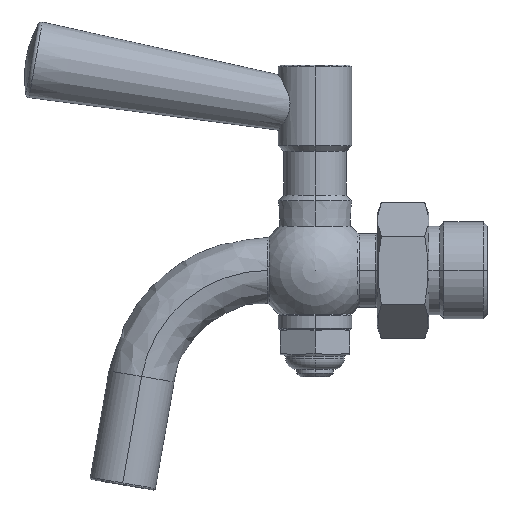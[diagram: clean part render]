
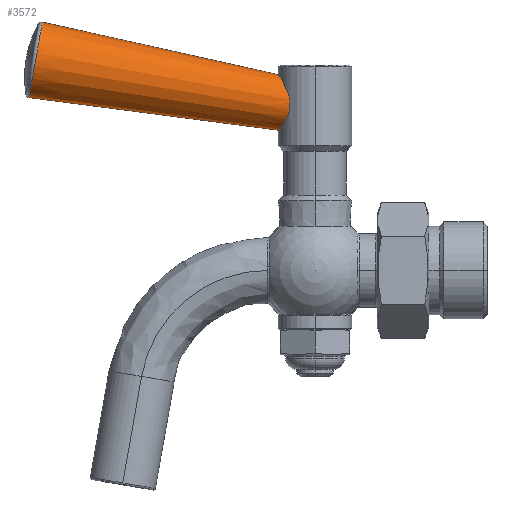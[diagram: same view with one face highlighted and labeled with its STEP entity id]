
A CAD part, top view. The second image highlights one B-rep face of the part: STEP entity #3572.
In plain terms, the highlighted conical face has half-angle 2.566 degrees and reference radius 10.5 mm.
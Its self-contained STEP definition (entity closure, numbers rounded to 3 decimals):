
#51 = ORIENTED_EDGE ( 'NONE', *, *, #2616, .T. ) ;
#219 = CARTESIAN_POINT ( 'NONE',  ( -7.208, 42.903, 6.932 ) ) ;
#238 = CARTESIAN_POINT ( 'NONE',  ( -9.634, 52.804, 2.692 ) ) ;
#296 = CARTESIAN_POINT ( 'NONE',  ( -6.845, 45.883, 7.291 ) ) ;
#309 = EDGE_LOOP ( 'NONE', ( #2468, #51, #5407, #2018 ) ) ;
#634 = DIRECTION ( 'NONE',  ( 0.985, -0.174, 0. ) ) ;
#668 = CARTESIAN_POINT ( 'NONE',  ( -10., 38.253, 0.513 ) ) ;
#683 = CARTESIAN_POINT ( 'NONE',  ( -6.82, 45.376, 7.314 ) ) ;
#701 = CARTESIAN_POINT ( 'NONE',  ( -9.952, 53.317, 1.014 ) ) ;
#713 = CARTESIAN_POINT ( 'NONE',  ( -7.302, 48.076, 6.837 ) ) ;
#733 = CARTESIAN_POINT ( 'NONE',  ( -8.934, 51.618, 4.511 ) ) ;
#814 = CARTESIAN_POINT ( 'NONE',  ( -10., 38.253, 0. ) ) ;
#1087 = DIRECTION ( 'NONE',  ( 0.174, 0.985, 0. ) ) ;
#1153 = VERTEX_POINT ( 'NONE', #3973 ) ;
#1159 = CARTESIAN_POINT ( 'NONE',  ( -8.182, 50.2, 5.757 ) ) ;
#1174 = CARTESIAN_POINT ( 'NONE',  ( -9.923, 53.271, 1.266 ) ) ;
#1193 = CARTESIAN_POINT ( 'NONE',  ( -9.802, 53.077, 1.995 ) ) ;
#1216 = AXIS2_PLACEMENT_3D ( 'NONE', #3415, #634, #1087 ) ;
#1586 = CARTESIAN_POINT ( 'NONE',  ( -6.848, 44.607, 7.287 ) ) ;
#1644 = CARTESIAN_POINT ( 'NONE',  ( -10., 53.394, 0.253 ) ) ;
#1663 = CARTESIAN_POINT ( 'NONE',  ( -9.99, 53.378, 0.507 ) ) ;
#1728 = VECTOR ( 'NONE', #2452, 1000. ) ;
#2018 = ORIENTED_EDGE ( 'NONE', *, *, #2026, .F. ) ;
#2026 = EDGE_CURVE ( 'NONE', #3645, #3715, #5716, .T. ) ;
#2049 = CARTESIAN_POINT ( 'NONE',  ( -8.054, 41.034, 5.93 ) ) ;
#2067 = CARTESIAN_POINT ( 'NONE',  ( -9.276, 52.211, 3.759 ) ) ;
#2110 = CARTESIAN_POINT ( 'NONE',  ( -7.157, 47.613, 6.985 ) ) ;
#2130 = CARTESIAN_POINT ( 'NONE',  ( -9.961, 38.301, 1.015 ) ) ;
#2243 = CARTESIAN_POINT ( 'NONE',  ( -78.008, 47.127, 0. ) ) ;
#2246 = CARTESIAN_POINT ( 'NONE',  ( -78.739, 47.222, 0. ) ) ;
#2452 = DIRECTION ( 'NONE',  ( -0.976, 0.218, 0. ) ) ;
#2468 = ORIENTED_EDGE ( 'NONE', *, *, #2700, .F. ) ;
#2489 = CARTESIAN_POINT ( 'NONE',  ( -75.093, 67.903, 0. ) ) ;
#2510 = CARTESIAN_POINT ( 'NONE',  ( -8.373, 50.577, 5.48 ) ) ;
#2527 = CARTESIAN_POINT ( 'NONE',  ( -6.99, 46.885, 7.152 ) ) ;
#2545 = CARTESIAN_POINT ( 'NONE',  ( -8.576, 40.18, 5.147 ) ) ;
#2589 = CARTESIAN_POINT ( 'NONE',  ( -6.87, 46.135, 7.267 ) ) ;
#2616 = EDGE_CURVE ( 'NONE', #1153, #5011, #4214, .T. ) ;
#2672 = AXIS2_PLACEMENT_3D ( 'NONE', #3940, #2993, #3917 ) ;
#2700 = EDGE_CURVE ( 'NONE', #1153, #3645, #3059, .T. ) ;
#2977 = CARTESIAN_POINT ( 'NONE',  ( -6.942, 46.635, 7.198 ) ) ;
#2993 = DIRECTION ( 'NONE',  ( -0.985, 0.174, 0. ) ) ;
#2999 = CARTESIAN_POINT ( 'NONE',  ( -7.134, 43.139, 7.008 ) ) ;
#3059 = B_SPLINE_CURVE_WITH_KNOTS ( 'NONE', 3,
 ( #3964, #1644, #1663, #701, #1174, #4910, #1193, #5768, #238, #4003, #2067, #733, #5745, #2510, #1159, #4422, #5372, #713, #2110, #2527, #2977, #2589, #296, #683, #4466, #1586, #3473, #4854, #4386, #2999, #219, #5320, #4869, #5823, #2049, #4406, #3447, #2545, #3064, #5805, #4442, #5784, #3948, #4930, #3531, #2130, #668, #3926 ),
 .UNSPECIFIED., .F., .F.,
 ( 4, 2, 2, 2, 2, 2, 2, 2, 2, 2, 2, 2, 2, 2, 2, 2, 2, 2, 2, 2, 2, 2, 2, 4 ),
 ( 0.017, 0.018, 0.019, 0.019, 0.02, 0.022, 0.023, 0.025, 0.026, 0.028, 0.028, 0.029, 0.03, 0.031, 0.031, 0.032, 0.034, 0.034, 0.035, 0.036, 0.037, 0.038, 0.04, 0.041 ),
 .UNSPECIFIED. ) ;
#3064 = CARTESIAN_POINT ( 'NONE',  ( -8.678, 40.026, 4.973 ) ) ;
#3415 = CARTESIAN_POINT ( 'NONE',  ( -76.191, 57.434, 0. ) ) ;
#3447 = CARTESIAN_POINT ( 'NONE',  ( -8.368, 40.505, 5.478 ) ) ;
#3471 = CARTESIAN_POINT ( 'NONE',  ( -74.373, 67.742, 0. ) ) ;
#3473 = CARTESIAN_POINT ( 'NONE',  ( -6.875, 44.355, 7.262 ) ) ;
#3531 = CARTESIAN_POINT ( 'NONE',  ( -9.811, 38.487, 1.998 ) ) ;
#3572 = ADVANCED_FACE ( 'NONE', ( #4697 ), #4837, .T. ) ;
#3645 = VERTEX_POINT ( 'NONE', #814 ) ;
#3715 = VERTEX_POINT ( 'NONE', #2243 ) ;
#3917 = DIRECTION ( 'NONE',  ( -0.174, -0.985, 0. ) ) ;
#3926 = CARTESIAN_POINT ( 'NONE',  ( -10., 38.253, 0. ) ) ;
#3940 = CARTESIAN_POINT ( 'NONE',  ( -76.916, 57.562, 0. ) ) ;
#3948 = CARTESIAN_POINT ( 'NONE',  ( -9.42, 38.99, 3.391 ) ) ;
#3964 = CARTESIAN_POINT ( 'NONE',  ( -10., 53.394, 0. ) ) ;
#3973 = CARTESIAN_POINT ( 'NONE',  ( -10., 53.394, 0. ) ) ;
#4003 = CARTESIAN_POINT ( 'NONE',  ( -9.432, 52.473, 3.353 ) ) ;
#4078 = DIRECTION ( 'NONE',  ( -0.992, 0.129, 0. ) ) ;
#4133 = CIRCLE ( 'NONE', #1216, 10.467 ) ;
#4214 = LINE ( 'NONE', #2489, #1728 ) ;
#4386 = CARTESIAN_POINT ( 'NONE',  ( -7.007, 43.617, 7.135 ) ) ;
#4406 = CARTESIAN_POINT ( 'NONE',  ( -8.264, 40.676, 5.634 ) ) ;
#4422 = CARTESIAN_POINT ( 'NONE',  ( -7.81, 49.396, 6.253 ) ) ;
#4442 = CARTESIAN_POINT ( 'NONE',  ( -8.977, 39.594, 4.412 ) ) ;
#4466 = CARTESIAN_POINT ( 'NONE',  ( -6.82, 45.12, 7.314 ) ) ;
#4697 = FACE_OUTER_BOUND ( 'NONE', #309, .T. ) ;
#4837 = CONICAL_SURFACE ( 'NONE', #2672, 10.5, 0.045 ) ;
#4854 = CARTESIAN_POINT ( 'NONE',  ( -6.955, 43.86, 7.185 ) ) ;
#4867 = VECTOR ( 'NONE', #4078, 1000. ) ;
#4869 = CARTESIAN_POINT ( 'NONE',  ( -7.643, 41.81, 6.457 ) ) ;
#4910 = CARTESIAN_POINT ( 'NONE',  ( -9.848, 53.151, 1.755 ) ) ;
#4930 = CARTESIAN_POINT ( 'NONE',  ( -9.698, 38.629, 2.485 ) ) ;
#5011 = VERTEX_POINT ( 'NONE', #3471 ) ;
#5320 = CARTESIAN_POINT ( 'NONE',  ( -7.452, 42.227, 6.672 ) ) ;
#5372 = CARTESIAN_POINT ( 'NONE',  ( -7.628, 48.966, 6.472 ) ) ;
#5407 = ORIENTED_EDGE ( 'NONE', *, *, #5421, .T. ) ;
#5421 = EDGE_CURVE ( 'NONE', #5011, #3715, #4133, .T. ) ;
#5716 = LINE ( 'NONE', #2246, #4867 ) ;
#5745 = CARTESIAN_POINT ( 'NONE',  ( -8.748, 51.285, 4.859 ) ) ;
#5768 = CARTESIAN_POINT ( 'NONE',  ( -9.695, 52.904, 2.462 ) ) ;
#5784 = CARTESIAN_POINT ( 'NONE',  ( -9.254, 39.208, 3.815 ) ) ;
#5805 = CARTESIAN_POINT ( 'NONE',  ( -8.879, 39.733, 4.606 ) ) ;
#5823 = CARTESIAN_POINT ( 'NONE',  ( -7.949, 41.223, 6.07 ) ) ;
